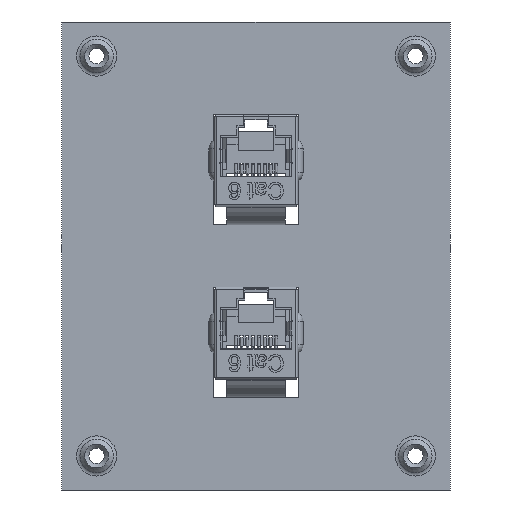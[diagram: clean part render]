
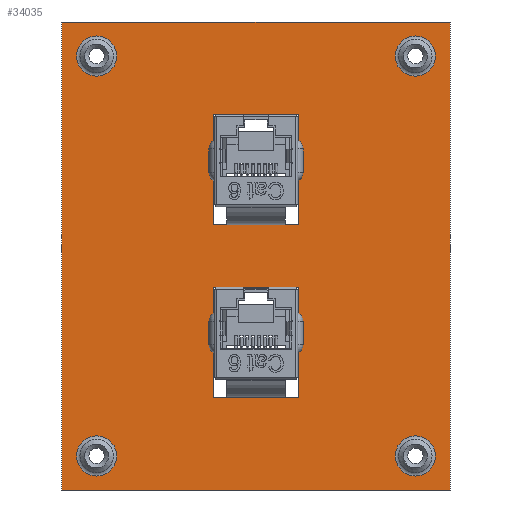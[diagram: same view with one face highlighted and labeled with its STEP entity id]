
A CAD part, front view. The second image highlights one B-rep face of the part: STEP entity #34035.
In plain terms, the highlighted planar face has unit normal (0, -1, 0).
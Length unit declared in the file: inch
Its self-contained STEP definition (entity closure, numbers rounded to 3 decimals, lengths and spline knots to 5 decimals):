
#52 = VECTOR ( 'NONE', #26688, 39.37008 ) ;
#923 = EDGE_LOOP ( 'NONE', ( #30365, #2885, #39861, #26412 ) ) ;
#1813 = VERTEX_POINT ( 'NONE', #28931 ) ;
#2885 = ORIENTED_EDGE ( 'NONE', *, *, #28621, .F. ) ;
#3066 = EDGE_CURVE ( 'NONE', #4615, #45261, #39141, .T. ) ;
#3476 = EDGE_CURVE ( 'NONE', #38034, #38034, #44551, .T. ) ;
#3491 = DIRECTION ( 'NONE',  ( 0., 0., 1. ) ) ;
#3917 = CARTESIAN_POINT ( 'NONE',  ( 1.1, 0., 1.38 ) ) ;
#3958 = EDGE_CURVE ( 'NONE', #24283, #39279, #19814, .T. ) ;
#4052 = CARTESIAN_POINT ( 'NONE',  ( -1.1, 0., 1.24148 ) ) ;
#4615 = VERTEX_POINT ( 'NONE', #32792 ) ;
#4824 = AXIS2_PLACEMENT_3D ( 'NONE', #30647, #9538, #34129 ) ;
#5159 = FACE_BOUND ( 'NONE', #25227, .T. ) ;
#5569 = VERTEX_POINT ( 'NONE', #7757 ) ;
#5967 = CARTESIAN_POINT ( 'NONE',  ( -1.34, 0., -1.615 ) ) ;
#6266 = FACE_BOUND ( 'NONE', #29256, .T. ) ;
#7296 = ORIENTED_EDGE ( 'NONE', *, *, #30802, .T. ) ;
#7485 = DIRECTION ( 'NONE',  ( 0., 0., -1. ) ) ;
#7757 = CARTESIAN_POINT ( 'NONE',  ( 1.1, 0., 1.24148 ) ) ;
#7853 = VECTOR ( 'NONE', #14541, 39.37008 ) ;
#7886 = EDGE_CURVE ( 'NONE', #8862, #8862, #43794, .T. ) ;
#7906 = LINE ( 'NONE', #32334, #34849 ) ;
#8599 = DIRECTION ( 'NONE',  ( 0., -1., 0. ) ) ;
#8862 = VERTEX_POINT ( 'NONE', #4052 ) ;
#8937 = ORIENTED_EDGE ( 'NONE', *, *, #19461, .F. ) ;
#9414 = CARTESIAN_POINT ( 'NONE',  ( 0.2925, 0., 0.975 ) ) ;
#9489 = DIRECTION ( 'NONE',  ( 0., 0., -1. ) ) ;
#9538 = DIRECTION ( 'NONE',  ( 0., -1., 0. ) ) ;
#9649 = VECTOR ( 'NONE', #30845, 39.37008 ) ;
#10135 = AXIS2_PLACEMENT_3D ( 'NONE', #5967, #30597, #9489 ) ;
#10159 = DIRECTION ( 'NONE',  ( 1., 0., 0. ) ) ;
#10236 = VERTEX_POINT ( 'NONE', #10775 ) ;
#10532 = CARTESIAN_POINT ( 'NONE',  ( -1.34, 0., 1.615 ) ) ;
#10775 = CARTESIAN_POINT ( 'NONE',  ( -0.2925, 0., 0.215 ) ) ;
#10804 = EDGE_LOOP ( 'NONE', ( #36676 ) ) ;
#10869 = VERTEX_POINT ( 'NONE', #20121 ) ;
#10966 = CARTESIAN_POINT ( 'NONE',  ( -0.2925, 0., -0.425 ) ) ;
#11751 = CIRCLE ( 'NONE', #28576, 0.13852 ) ;
#12038 = DIRECTION ( 'NONE',  ( 0., 0., 1. ) ) ;
#13092 = ORIENTED_EDGE ( 'NONE', *, *, #28033, .F. ) ;
#13817 = DIRECTION ( 'NONE',  ( 1., 0., 0. ) ) ;
#14098 = EDGE_CURVE ( 'NONE', #10236, #4615, #26871, .T. ) ;
#14151 = AXIS2_PLACEMENT_3D ( 'NONE', #33028, #38890, #29840 ) ;
#14540 = FACE_BOUND ( 'NONE', #22097, .T. ) ;
#14541 = DIRECTION ( 'NONE',  ( 0., 0., -1. ) ) ;
#17636 = EDGE_CURVE ( 'NONE', #1813, #24283, #37749, .T. ) ;
#18071 = EDGE_CURVE ( 'NONE', #45261, #20107, #28383, .T. ) ;
#18637 = LINE ( 'NONE', #40112, #28016 ) ;
#18654 = VECTOR ( 'NONE', #10159, 39.37008 ) ;
#19316 = ORIENTED_EDGE ( 'NONE', *, *, #3476, .F. ) ;
#19411 = CARTESIAN_POINT ( 'NONE',  ( 0.2925, 0., -1.615 ) ) ;
#19461 = EDGE_CURVE ( 'NONE', #5569, #5569, #11751, .T. ) ;
#19603 = CARTESIAN_POINT ( 'NONE',  ( -1.34, 0., -0.215 ) ) ;
#19776 = EDGE_CURVE ( 'NONE', #20107, #10236, #35885, .T. ) ;
#19814 = LINE ( 'NONE', #19603, #52 ) ;
#20046 = CARTESIAN_POINT ( 'NONE',  ( -1.34, 0., 0.975 ) ) ;
#20107 = VERTEX_POINT ( 'NONE', #26924 ) ;
#20121 = CARTESIAN_POINT ( 'NONE',  ( 1.34, 0., -1.615 ) ) ;
#20133 = VECTOR ( 'NONE', #43967, 39.37008 ) ;
#20243 = CARTESIAN_POINT ( 'NONE',  ( 0.2925, 0., -0.425 ) ) ;
#20488 = VECTOR ( 'NONE', #13817, 39.37008 ) ;
#21328 = AXIS2_PLACEMENT_3D ( 'NONE', #33972, #8599, #22417 ) ;
#21792 = CARTESIAN_POINT ( 'NONE',  ( 1.34, 0., 1.615 ) ) ;
#22095 = ORIENTED_EDGE ( 'NONE', *, *, #30219, .T. ) ;
#22097 = EDGE_LOOP ( 'NONE', ( #43393 ) ) ;
#22241 = VERTEX_POINT ( 'NONE', #27775 ) ;
#22291 = VERTEX_POINT ( 'NONE', #10532 ) ;
#22417 = DIRECTION ( 'NONE',  ( 0., 0., -1. ) ) ;
#23515 = DIRECTION ( 'NONE',  ( 0., 0., 1. ) ) ;
#23874 = FACE_BOUND ( 'NONE', #45398, .T. ) ;
#24125 = EDGE_CURVE ( 'NONE', #22291, #26642, #26908, .T. ) ;
#24283 = VERTEX_POINT ( 'NONE', #32618 ) ;
#24817 = EDGE_LOOP ( 'NONE', ( #28313, #13092, #22095, #7296 ) ) ;
#25227 = EDGE_LOOP ( 'NONE', ( #8937 ) ) ;
#25718 = DIRECTION ( 'NONE',  ( 1., 0., 0. ) ) ;
#26412 = ORIENTED_EDGE ( 'NONE', *, *, #3958, .F. ) ;
#26642 = VERTEX_POINT ( 'NONE', #21792 ) ;
#26688 = DIRECTION ( 'NONE',  ( -1., 0., 0. ) ) ;
#26871 = LINE ( 'NONE', #32811, #43329 ) ;
#26908 = LINE ( 'NONE', #28317, #18654 ) ;
#26924 = CARTESIAN_POINT ( 'NONE',  ( -0.2925, 0., 0.975 ) ) ;
#27099 = ORIENTED_EDGE ( 'NONE', *, *, #18071, .F. ) ;
#27775 = CARTESIAN_POINT ( 'NONE',  ( -0.2925, 0., -0.975 ) ) ;
#28016 = VECTOR ( 'NONE', #12038, 39.37008 ) ;
#28033 = EDGE_CURVE ( 'NONE', #39832, #22291, #41450, .T. ) ;
#28313 = ORIENTED_EDGE ( 'NONE', *, *, #24125, .F. ) ;
#28317 = CARTESIAN_POINT ( 'NONE',  ( -1.34, 0., 1.615 ) ) ;
#28383 = LINE ( 'NONE', #20046, #9649 ) ;
#28551 = DIRECTION ( 'NONE',  ( 0., -1., 0. ) ) ;
#28576 = AXIS2_PLACEMENT_3D ( 'NONE', #3917, #28551, #7485 ) ;
#28621 = EDGE_CURVE ( 'NONE', #22241, #1813, #29881, .T. ) ;
#28931 = CARTESIAN_POINT ( 'NONE',  ( 0.2925, 0., -0.975 ) ) ;
#29256 = EDGE_LOOP ( 'NONE', ( #42757, #43521, #35887, #27099 ) ) ;
#29833 = VECTOR ( 'NONE', #3491, 39.37008 ) ;
#29840 = DIRECTION ( 'NONE',  ( 0., 0., -1. ) ) ;
#29881 = LINE ( 'NONE', #45237, #20488 ) ;
#30219 = EDGE_CURVE ( 'NONE', #39832, #10869, #35740, .T. ) ;
#30365 = ORIENTED_EDGE ( 'NONE', *, *, #17636, .F. ) ;
#30597 = DIRECTION ( 'NONE',  ( 0., -1., 0. ) ) ;
#30647 = CARTESIAN_POINT ( 'NONE',  ( -1.1, 0., -1.38 ) ) ;
#30802 = EDGE_CURVE ( 'NONE', #10869, #26642, #18637, .T. ) ;
#30845 = DIRECTION ( 'NONE',  ( -1., 0., 0. ) ) ;
#31175 = DIRECTION ( 'NONE',  ( 1., 0., 0. ) ) ;
#32334 = CARTESIAN_POINT ( 'NONE',  ( -0.2925, 0., -1.615 ) ) ;
#32618 = CARTESIAN_POINT ( 'NONE',  ( 0.2925, 0., -0.215 ) ) ;
#32792 = CARTESIAN_POINT ( 'NONE',  ( 0.2925, 0., 0.215 ) ) ;
#32811 = CARTESIAN_POINT ( 'NONE',  ( -1.34, 0., 0.215 ) ) ;
#33028 = CARTESIAN_POINT ( 'NONE',  ( 1.1, 0., -1.38 ) ) ;
#33229 = FACE_BOUND ( 'NONE', #923, .T. ) ;
#33258 = VECTOR ( 'NONE', #23515, 39.37008 ) ;
#33451 = EDGE_CURVE ( 'NONE', #38551, #38551, #43138, .T. ) ;
#33943 = PLANE ( 'NONE',  #10135 ) ;
#33972 = CARTESIAN_POINT ( 'NONE',  ( -1.1, 0., 1.38 ) ) ;
#34035 = ADVANCED_FACE ( 'NONE', ( #6266, #33229, #14540, #5159, #44702, #23874, #41424 ), #33943, .T. ) ;
#34129 = DIRECTION ( 'NONE',  ( 0., 0., -1. ) ) ;
#34849 = VECTOR ( 'NONE', #35825, 39.37008 ) ;
#34862 = EDGE_CURVE ( 'NONE', #39279, #22241, #7906, .T. ) ;
#35568 = CARTESIAN_POINT ( 'NONE',  ( 1.1, 0., -1.51852 ) ) ;
#35740 = LINE ( 'NONE', #38215, #43952 ) ;
#35825 = DIRECTION ( 'NONE',  ( 0., 0., -1. ) ) ;
#35885 = LINE ( 'NONE', #10966, #7853 ) ;
#35887 = ORIENTED_EDGE ( 'NONE', *, *, #19776, .F. ) ;
#36015 = CARTESIAN_POINT ( 'NONE',  ( -1.1, 0., -1.51852 ) ) ;
#36676 = ORIENTED_EDGE ( 'NONE', *, *, #33451, .F. ) ;
#37749 = LINE ( 'NONE', #19411, #20133 ) ;
#38034 = VERTEX_POINT ( 'NONE', #35568 ) ;
#38215 = CARTESIAN_POINT ( 'NONE',  ( -1.34, 0., -1.615 ) ) ;
#38551 = VERTEX_POINT ( 'NONE', #36015 ) ;
#38762 = CARTESIAN_POINT ( 'NONE',  ( -1.34, 0., -1.615 ) ) ;
#38814 = CARTESIAN_POINT ( 'NONE',  ( -0.2925, 0., -0.215 ) ) ;
#38890 = DIRECTION ( 'NONE',  ( 0., -1., 0. ) ) ;
#39141 = LINE ( 'NONE', #20243, #29833 ) ;
#39279 = VERTEX_POINT ( 'NONE', #38814 ) ;
#39832 = VERTEX_POINT ( 'NONE', #38762 ) ;
#39861 = ORIENTED_EDGE ( 'NONE', *, *, #34862, .F. ) ;
#40112 = CARTESIAN_POINT ( 'NONE',  ( 1.34, 0., -1.615 ) ) ;
#41424 = FACE_OUTER_BOUND ( 'NONE', #24817, .T. ) ;
#41450 = LINE ( 'NONE', #44487, #33258 ) ;
#42757 = ORIENTED_EDGE ( 'NONE', *, *, #3066, .F. ) ;
#43138 = CIRCLE ( 'NONE', #4824, 0.13852 ) ;
#43329 = VECTOR ( 'NONE', #25718, 39.37008 ) ;
#43393 = ORIENTED_EDGE ( 'NONE', *, *, #7886, .F. ) ;
#43521 = ORIENTED_EDGE ( 'NONE', *, *, #14098, .F. ) ;
#43794 = CIRCLE ( 'NONE', #21328, 0.13852 ) ;
#43952 = VECTOR ( 'NONE', #31175, 39.37008 ) ;
#43967 = DIRECTION ( 'NONE',  ( 0., 0., 1. ) ) ;
#44487 = CARTESIAN_POINT ( 'NONE',  ( -1.34, 0., -1.615 ) ) ;
#44551 = CIRCLE ( 'NONE', #14151, 0.13852 ) ;
#44702 = FACE_BOUND ( 'NONE', #10804, .T. ) ;
#45237 = CARTESIAN_POINT ( 'NONE',  ( -1.34, 0., -0.975 ) ) ;
#45261 = VERTEX_POINT ( 'NONE', #9414 ) ;
#45398 = EDGE_LOOP ( 'NONE', ( #19316 ) ) ;
